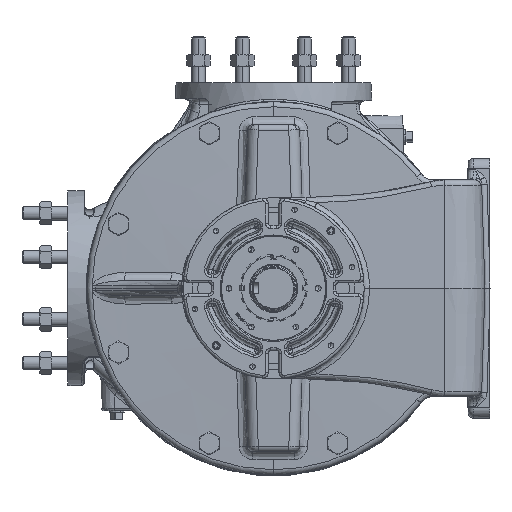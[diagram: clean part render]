
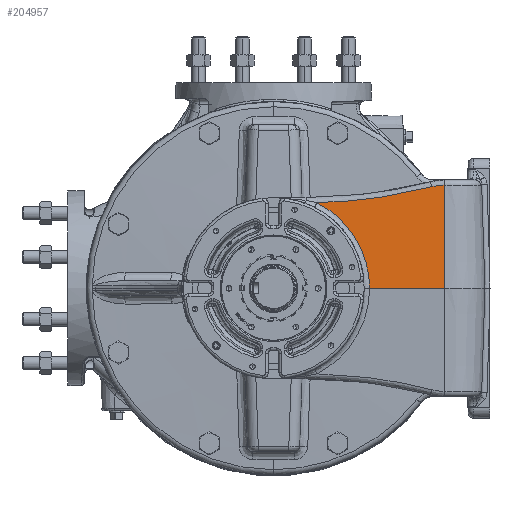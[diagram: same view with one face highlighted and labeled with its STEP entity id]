
A CAD part, left-side view. The second image highlights one B-rep face of the part: STEP entity #204957.
In plain terms, the highlighted planar face has unit normal (-0.999, 0, 0.035).
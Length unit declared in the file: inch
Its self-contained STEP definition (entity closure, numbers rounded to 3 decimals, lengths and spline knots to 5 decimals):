
#9176 = ORIENTED_EDGE ( 'NONE', *, *, #117901, .T. ) ;
#10028 = DIRECTION ( 'NONE',  ( 0., -1., 0. ) ) ;
#18501 = CARTESIAN_POINT ( 'NONE',  ( -13.57382, 0., 4.75872 ) ) ;
#18553 = CARTESIAN_POINT ( 'NONE',  ( -13.62897, -3.53528, 3.17959 ) ) ;
#19004 = CARTESIAN_POINT ( 'NONE',  ( -13.59199, -5.57532, 4.23839 ) ) ;
#19837 = CARTESIAN_POINT ( 'NONE',  ( -13.60056, -3.79703, 3.99293 ) ) ;
#19841 = LINE ( 'NONE', #93561, #123699 ) ;
#37580 = ORIENTED_EDGE ( 'NONE', *, *, #248631, .T. ) ;
#37585 = VERTEX_POINT ( 'NONE', #135707 ) ;
#38189 = CARTESIAN_POINT ( 'NONE',  ( -13.68002, -4.43662, 1.71755 ) ) ;
#39386 = EDGE_CURVE ( 'NONE', #37585, #236998, #173073, .T. ) ;
#48253 = CARTESIAN_POINT ( 'NONE',  ( -13.57382, -7.87604, 4.75872 ) ) ;
#58315 = ORIENTED_EDGE ( 'NONE', *, *, #78715, .F. ) ;
#67946 = CARTESIAN_POINT ( 'NONE',  ( -13.57466, -7.49746, 4.73477 ) ) ;
#68677 =( BOUNDED_CURVE ( )  B_SPLINE_CURVE ( 3, ( #135452, #18553, #38189, #174535 ),
 .UNSPECIFIED., .F., .F. ) 
 B_SPLINE_CURVE_WITH_KNOTS ( ( 4, 4 ),
 ( 3.60944, 4.71042 ),
 .UNSPECIFIED. ) 
 CURVE ( )  GEOMETRIC_REPRESENTATION_ITEM ( )  RATIONAL_B_SPLINE_CURVE ( ( 1., 0.902, 0.902, 1. ) ) 
 REPRESENTATION_ITEM ( '' )  );
#72183 = FACE_OUTER_BOUND ( 'NONE', #213993, .T. ) ;
#73172 = DIRECTION ( 'NONE',  ( -0.035, 0., -0.999 ) ) ;
#78715 = EDGE_CURVE ( 'NONE', #37585, #125863, #19841, .T. ) ;
#81629 = CARTESIAN_POINT ( 'NONE',  ( -13.74, 0., 0. ) ) ;
#81692 = VERTEX_POINT ( 'NONE', #221360 ) ;
#93561 = CARTESIAN_POINT ( 'NONE',  ( -13.74, -7.91048, 0. ) ) ;
#101201 = DIRECTION ( 'NONE',  ( -0.999, 0., 0.035 ) ) ;
#113047 = EDGE_CURVE ( 'NONE', #250856, #188608, #221107, .T. ) ;
#117901 = EDGE_CURVE ( 'NONE', #81692, #125863, #212669, .T. ) ;
#123699 = VECTOR ( 'NONE', #73172, 39.37008 ) ;
#124248 = AXIS2_PLACEMENT_3D ( 'NONE', #81629, #101201, #237619 ) ;
#125863 = VERTEX_POINT ( 'NONE', #229488 ) ;
#127071 = ORIENTED_EDGE ( 'NONE', *, *, #174914, .T. ) ;
#129114 =( BOUNDED_CURVE ( )  B_SPLINE_CURVE ( 3, ( #48253, #165079, #67946, #204225 ),
 .UNSPECIFIED., .F., .F. ) 
 B_SPLINE_CURVE_WITH_KNOTS ( ( 4, 4 ),
 ( 3.14159, 3.39432 ),
 .UNSPECIFIED. ) 
 CURVE ( )  GEOMETRIC_REPRESENTATION_ITEM ( )  RATIONAL_B_SPLINE_CURVE ( ( 1., 0.995, 0.995, 1. ) ) 
 REPRESENTATION_ITEM ( '' )  );
#135452 = CARTESIAN_POINT ( 'NONE',  ( -13.60192, -2.0023, 3.95415 ) ) ;
#135707 = CARTESIAN_POINT ( 'NONE',  ( -13.57382, -7.91048, 4.75872 ) ) ;
#156258 = CARTESIAN_POINT ( 'NONE',  ( -13.60192, -2.0023, 3.95415 ) ) ;
#159109 = PLANE ( 'NONE',  #124248 ) ;
#160665 = CARTESIAN_POINT ( 'NONE',  ( -13.57382, -7.87604, 4.75872 ) ) ;
#160783 = VECTOR ( 'NONE', #10028, 39.37008 ) ;
#165079 = CARTESIAN_POINT ( 'NONE',  ( -13.57382, -7.68599, 4.75872 ) ) ;
#173073 = LINE ( 'NONE', #18501, #225059 ) ;
#174535 = CARTESIAN_POINT ( 'NONE',  ( -13.74, -4.43999, 0. ) ) ;
#174914 = EDGE_CURVE ( 'NONE', #236998, #250856, #129114, .T. ) ;
#181478 = ORIENTED_EDGE ( 'NONE', *, *, #39386, .T. ) ;
#188608 = VERTEX_POINT ( 'NONE', #231079 ) ;
#204225 = CARTESIAN_POINT ( 'NONE',  ( -13.57632, -7.31345, 4.68725 ) ) ;
#204957 = ADVANCED_FACE ( 'NONE', ( #72183 ), #159109, .T. ) ;
#212669 = LINE ( 'NONE', #242834, #160783 ) ;
#212919 = DIRECTION ( 'NONE',  ( 0., 1., 0. ) ) ;
#213993 = EDGE_LOOP ( 'NONE', ( #226513, #37580, #9176, #58315, #181478, #127071 ) ) ;
#214252 = CARTESIAN_POINT ( 'NONE',  ( -13.57632, -7.31345, 4.68725 ) ) ;
#221107 =( BOUNDED_CURVE ( )  B_SPLINE_CURVE ( 3, ( #214252, #19004, #19837, #156258 ),
 .UNSPECIFIED., .F., .F. ) 
 B_SPLINE_CURVE_WITH_KNOTS ( ( 4, 4 ),
 ( 6.03046, 6.26158 ),
 .UNSPECIFIED. ) 
 CURVE ( )  GEOMETRIC_REPRESENTATION_ITEM ( )  RATIONAL_B_SPLINE_CURVE ( ( 1., 0.996, 0.996, 1. ) ) 
 REPRESENTATION_ITEM ( '' )  );
#221360 = CARTESIAN_POINT ( 'NONE',  ( -13.74, -4.43999, 0. ) ) ;
#225059 = VECTOR ( 'NONE', #212919, 39.37008 ) ;
#226513 = ORIENTED_EDGE ( 'NONE', *, *, #113047, .T. ) ;
#229488 = CARTESIAN_POINT ( 'NONE',  ( -13.74, -7.91048, 0. ) ) ;
#231079 = CARTESIAN_POINT ( 'NONE',  ( -13.60192, -2.0023, 3.95415 ) ) ;
#236998 = VERTEX_POINT ( 'NONE', #160665 ) ;
#237619 = DIRECTION ( 'NONE',  ( 0.035, 0., 0.999 ) ) ;
#240489 = CARTESIAN_POINT ( 'NONE',  ( -13.57632, -7.31345, 4.68725 ) ) ;
#242834 = CARTESIAN_POINT ( 'NONE',  ( -13.74, 0., 0. ) ) ;
#248631 = EDGE_CURVE ( 'NONE', #188608, #81692, #68677, .T. ) ;
#250856 = VERTEX_POINT ( 'NONE', #240489 ) ;
